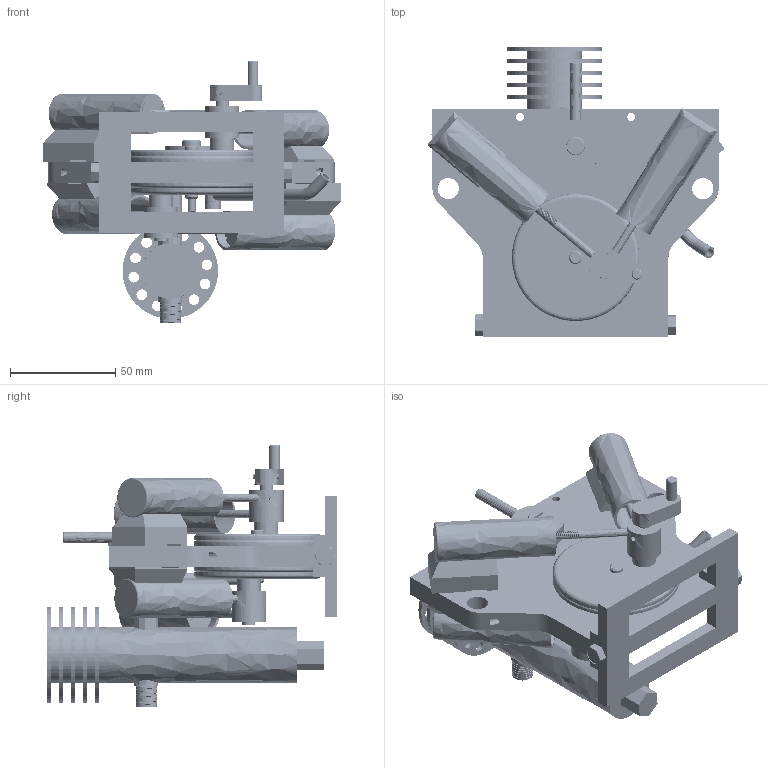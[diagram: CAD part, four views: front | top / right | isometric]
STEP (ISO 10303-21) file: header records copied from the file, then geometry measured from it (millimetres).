
FILE_DESCRIPTION(('FreeCAD Model'),'2;1');
FILE_NAME('Open CASCADE Shape Model','2025-05-03T05:40:01',('FreeCAD'),( 'FreeCAD'),'Open CASCADE STEP processor 7.6','FreeCAD','Unknown');
FILE_SCHEMA(('AUTOMOTIVE_DESIGN { 1 0 10303 214 1 1 1 1 }'));
Products named in the file (1): Open CASCADE STEP translator 7.6 1
Bounding box: 141.08 x 137.72 x 124.51 mm (x, y, z)
Volume: 270965.4 mm3; surface area: 182434.6 mm2
Topology: 46 solids, 46 shells, 1945 faces, 5263 edges, 3457 vertices
Faces by surface type: bspline 1945
Entity records: 172822 total; most frequent: CARTESIAN_POINT 144285, ORIENTED_EDGE 10510, EDGE_CURVE 5255, VERTEX_POINT 3457, B_SPLINE_CURVE_WITH_KNOTS 2337, FACE_BOUND 2276, EDGE_LOOP 2276, ADVANCED_FACE 1945
